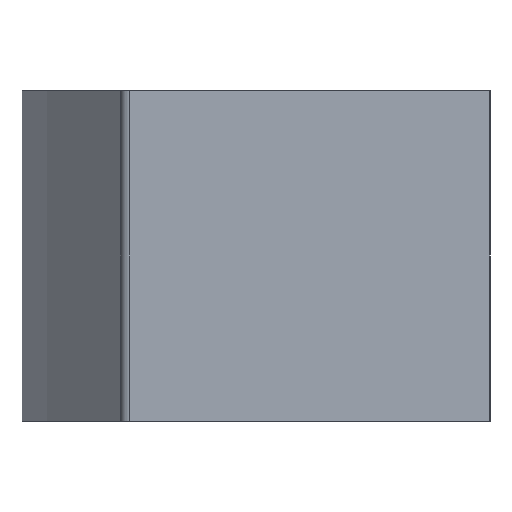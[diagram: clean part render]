
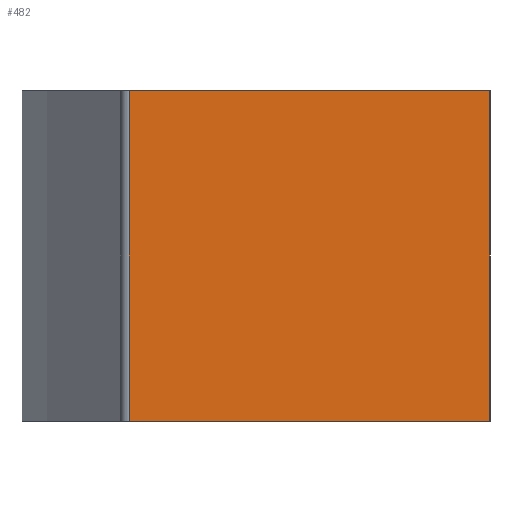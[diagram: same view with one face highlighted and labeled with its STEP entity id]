
A CAD part, left-side view. The second image highlights one B-rep face of the part: STEP entity #482.
In plain terms, the highlighted planar face has unit normal (-1, 0, 0).
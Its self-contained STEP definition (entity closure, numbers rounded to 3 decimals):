
#20 = VECTOR ( 'NONE', #600, 1000. ) ;
#52 = LINE ( 'NONE', #502, #203 ) ;
#68 = CARTESIAN_POINT ( 'NONE',  ( -104.8, -6.545, 38.118 ) ) ;
#99 = CARTESIAN_POINT ( 'NONE',  ( -104.8, -28.6, 38.118 ) ) ;
#101 = EDGE_CURVE ( 'NONE', #322, #863, #141, .T. ) ;
#141 = LINE ( 'NONE', #68, #241 ) ;
#176 = CARTESIAN_POINT ( 'NONE',  ( -104.8, -6.545, -10.1 ) ) ;
#192 = DIRECTION ( 'NONE',  ( 0., 0., -1. ) ) ;
#202 = DIRECTION ( 'NONE',  ( 0., 1., 0. ) ) ;
#203 = VECTOR ( 'NONE', #706, 1000. ) ;
#209 = VECTOR ( 'NONE', #202, 1000. ) ;
#217 = EDGE_CURVE ( 'NONE', #287, #588, #798, .T. ) ;
#241 = VECTOR ( 'NONE', #192, 1000. ) ;
#287 = VERTEX_POINT ( 'NONE', #618 ) ;
#322 = VERTEX_POINT ( 'NONE', #338 ) ;
#338 = CARTESIAN_POINT ( 'NONE',  ( -104.8, -6.545, 10.1 ) ) ;
#360 = CARTESIAN_POINT ( 'NONE',  ( -104.8, -28.6, 10.1 ) ) ;
#363 = ORIENTED_EDGE ( 'NONE', *, *, #101, .T. ) ;
#427 = LINE ( 'NONE', #360, #209 ) ;
#433 = CARTESIAN_POINT ( 'NONE',  ( -104.8, -28.6, -10.1 ) ) ;
#482 = ADVANCED_FACE ( 'NONE', ( #611 ), #885, .T. ) ;
#502 = CARTESIAN_POINT ( 'NONE',  ( -104.8, -28.6, -10.1 ) ) ;
#505 = EDGE_CURVE ( 'NONE', #588, #863, #52, .T. ) ;
#519 = EDGE_LOOP ( 'NONE', ( #740, #363, #688, #552 ) ) ;
#527 = EDGE_CURVE ( 'NONE', #287, #322, #427, .T. ) ;
#545 = CARTESIAN_POINT ( 'NONE',  ( -104.8, -28.6, 38.118 ) ) ;
#552 = ORIENTED_EDGE ( 'NONE', *, *, #217, .F. ) ;
#588 = VERTEX_POINT ( 'NONE', #433 ) ;
#600 = DIRECTION ( 'NONE',  ( 0., 0., -1. ) ) ;
#602 = DIRECTION ( 'NONE',  ( -1., 0., 0. ) ) ;
#611 = FACE_OUTER_BOUND ( 'NONE', #519, .T. ) ;
#618 = CARTESIAN_POINT ( 'NONE',  ( -104.8, -28.6, 10.1 ) ) ;
#649 = AXIS2_PLACEMENT_3D ( 'NONE', #545, #602, #819 ) ;
#688 = ORIENTED_EDGE ( 'NONE', *, *, #505, .F. ) ;
#706 = DIRECTION ( 'NONE',  ( 0., 1., 0. ) ) ;
#740 = ORIENTED_EDGE ( 'NONE', *, *, #527, .T. ) ;
#798 = LINE ( 'NONE', #99, #20 ) ;
#819 = DIRECTION ( 'NONE',  ( 0., 0., 1. ) ) ;
#863 = VERTEX_POINT ( 'NONE', #176 ) ;
#885 = PLANE ( 'NONE',  #649 ) ;
